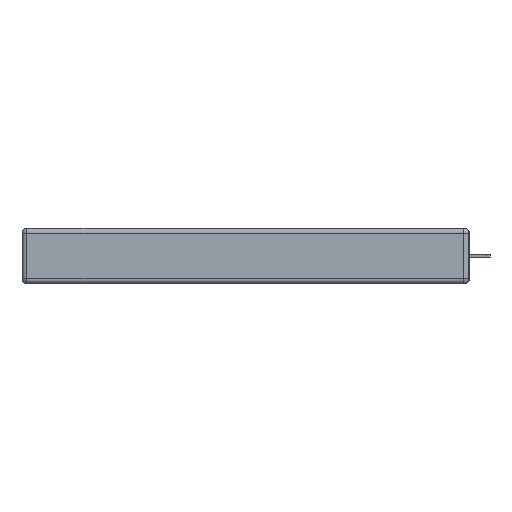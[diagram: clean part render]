
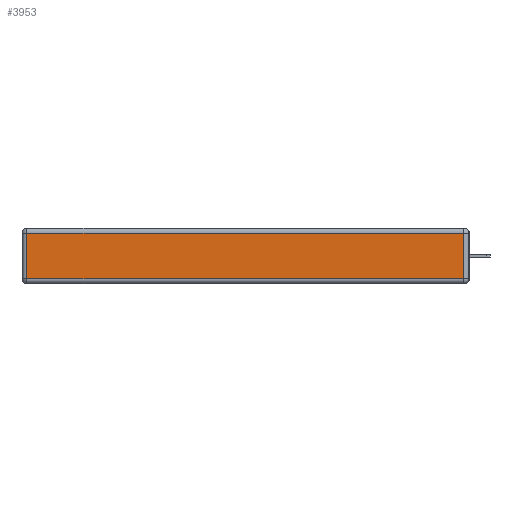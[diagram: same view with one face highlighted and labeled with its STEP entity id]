
A CAD part, left-side view. The second image highlights one B-rep face of the part: STEP entity #3953.
In plain terms, the highlighted planar face has unit normal (-1, 0, 0).
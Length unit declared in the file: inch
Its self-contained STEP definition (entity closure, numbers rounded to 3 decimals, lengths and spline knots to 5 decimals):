
#691 = CARTESIAN_POINT ( 'NONE',  ( 0., 0.03, -0.313 ) ) ;
#1089 = CARTESIAN_POINT ( 'NONE',  ( 0., 0.03, -0.343 ) ) ;
#1701 = LINE ( 'NONE', #7271, #5481 ) ;
#2306 = LINE ( 'NONE', #4921, #5877 ) ;
#2446 = CARTESIAN_POINT ( 'NONE',  ( 0., 0.03, -0.03 ) ) ;
#2960 = VERTEX_POINT ( 'NONE', #3988 ) ;
#3423 = VECTOR ( 'NONE', #3608, 39.37008 ) ;
#3579 = VERTEX_POINT ( 'NONE', #13201 ) ;
#3608 = DIRECTION ( 'NONE',  ( 0., 0., 1. ) ) ;
#3901 = VERTEX_POINT ( 'NONE', #691 ) ;
#3953 = ADVANCED_FACE ( 'NONE', ( #12138 ), #6761, .T. ) ;
#3988 = CARTESIAN_POINT ( 'NONE',  ( 0., 2.72, -0.313 ) ) ;
#4921 = CARTESIAN_POINT ( 'NONE',  ( 0., 2.75, -0.03 ) ) ;
#5481 = VECTOR ( 'NONE', #7177, 39.37008 ) ;
#5877 = VECTOR ( 'NONE', #10397, 39.37008 ) ;
#6702 = LINE ( 'NONE', #10651, #17551 ) ;
#6761 = PLANE ( 'NONE',  #16523 ) ;
#7136 = ORIENTED_EDGE ( 'NONE', *, *, #15649, .T. ) ;
#7177 = DIRECTION ( 'NONE',  ( 0., 0., -1. ) ) ;
#7271 = CARTESIAN_POINT ( 'NONE',  ( 0., 2.72, -0.343 ) ) ;
#8297 = VERTEX_POINT ( 'NONE', #2446 ) ;
#8823 = ORIENTED_EDGE ( 'NONE', *, *, #13681, .T. ) ;
#9117 = ORIENTED_EDGE ( 'NONE', *, *, #10878, .T. ) ;
#10397 = DIRECTION ( 'NONE',  ( 0., 1., 0. ) ) ;
#10651 = CARTESIAN_POINT ( 'NONE',  ( 0., 0., -0.313 ) ) ;
#10878 = EDGE_CURVE ( 'NONE', #2960, #3901, #6702, .T. ) ;
#11264 = ORIENTED_EDGE ( 'NONE', *, *, #16464, .T. ) ;
#12138 = FACE_OUTER_BOUND ( 'NONE', #16556, .T. ) ;
#12235 = DIRECTION ( 'NONE',  ( -1., 0., 0. ) ) ;
#13201 = CARTESIAN_POINT ( 'NONE',  ( 0., 2.72, -0.03 ) ) ;
#13681 = EDGE_CURVE ( 'NONE', #8297, #3579, #2306, .T. ) ;
#15139 = CARTESIAN_POINT ( 'NONE',  ( 0., 0., -0.343 ) ) ;
#15649 = EDGE_CURVE ( 'NONE', #3901, #8297, #15869, .T. ) ;
#15869 = LINE ( 'NONE', #1089, #3423 ) ;
#16464 = EDGE_CURVE ( 'NONE', #3579, #2960, #1701, .T. ) ;
#16523 = AXIS2_PLACEMENT_3D ( 'NONE', #15139, #12235, #17749 ) ;
#16556 = EDGE_LOOP ( 'NONE', ( #9117, #7136, #8823, #11264 ) ) ;
#17551 = VECTOR ( 'NONE', #17705, 39.37008 ) ;
#17705 = DIRECTION ( 'NONE',  ( 0., -1., 0. ) ) ;
#17749 = DIRECTION ( 'NONE',  ( 0., 0., 1. ) ) ;
